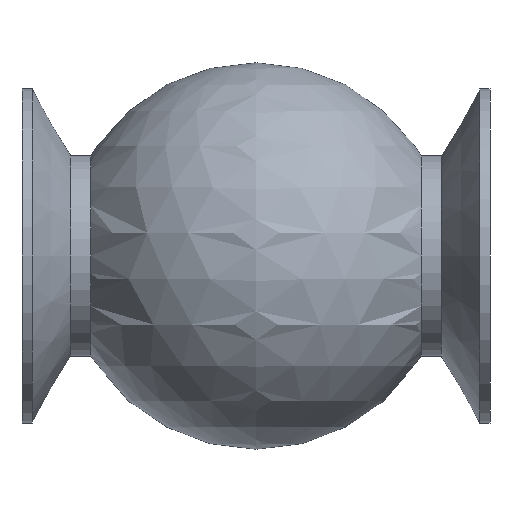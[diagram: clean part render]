
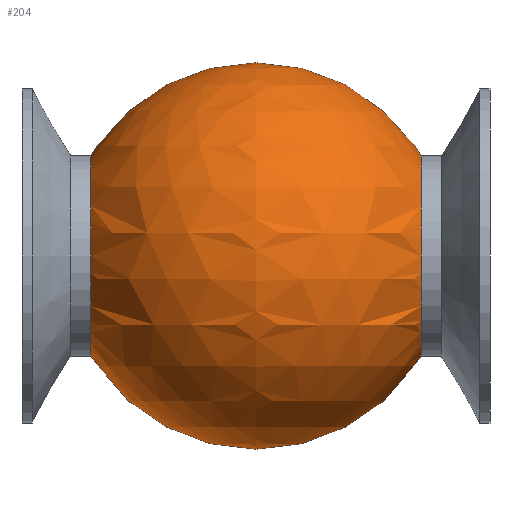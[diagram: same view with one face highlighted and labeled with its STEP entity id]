
A CAD part, left-side view. The second image highlights one B-rep face of the part: STEP entity #204.
In plain terms, the highlighted spherical face has radius 2.89 mm.
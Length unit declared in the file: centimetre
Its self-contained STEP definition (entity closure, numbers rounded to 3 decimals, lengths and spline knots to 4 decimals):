
#104=SPHERICAL_SURFACE('',#220,0.289);
#114=VERTEX_POINT('',#283);
#115=VERTEX_POINT('',#286);
#124=CIRCLE('',#219,0.15);
#125=CIRCLE('',#221,0.15);
#134=EDGE_CURVE('',#114,#114,#124,.T.);
#135=EDGE_CURVE('',#115,#115,#125,.T.);
#149=ORIENTED_EDGE('',*,*,#135,.F.);
#150=ORIENTED_EDGE('',*,*,#134,.T.);
#169=EDGE_LOOP('',(#149));
#170=EDGE_LOOP('',(#150));
#189=FACE_BOUND('',#169,.T.);
#190=FACE_BOUND('',#170,.T.);
#204=ADVANCED_FACE('',(#189,#190),#104,.T.);
#219=AXIS2_PLACEMENT_3D('',#282,#248,#249);
#220=AXIS2_PLACEMENT_3D('',#284,#250,#251);
#221=AXIS2_PLACEMENT_3D('',#285,#252,#253);
#248=DIRECTION('',(0.,1.,0.));
#249=DIRECTION('',(0.15,0.,0.));
#250=DIRECTION('',(0.,0.,1.));
#251=DIRECTION('',(1.,0.,0.));
#252=DIRECTION('',(0.,1.,0.));
#253=DIRECTION('',(0.15,0.,0.));
#282=CARTESIAN_POINT('',(0.,-0.247,0.));
#283=CARTESIAN_POINT('',(0.15,-0.247,0.));
#284=CARTESIAN_POINT('',(0.,0.,0.));
#285=CARTESIAN_POINT('',(0.,0.247,0.));
#286=CARTESIAN_POINT('',(0.15,0.247,0.));
